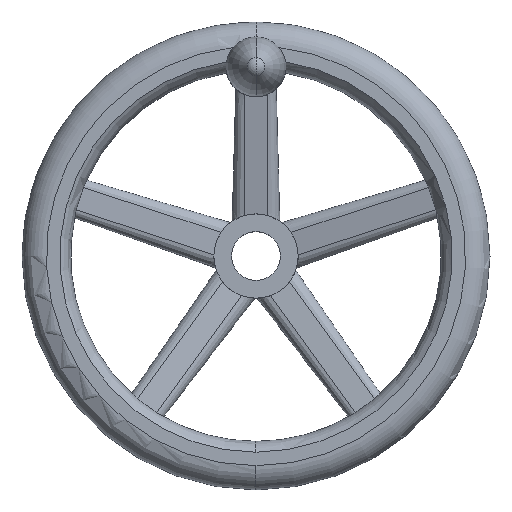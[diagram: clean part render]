
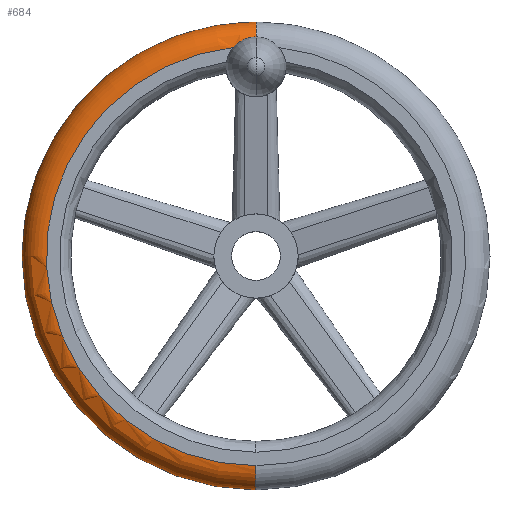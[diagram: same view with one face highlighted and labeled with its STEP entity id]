
A CAD part, top view. The second image highlights one B-rep face of the part: STEP entity #684.
In plain terms, the highlighted toroidal (fillet/blend) face has major radius 112 mm and minor radius 13 mm.
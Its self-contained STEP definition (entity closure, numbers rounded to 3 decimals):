
#346=VERTEX_POINT('',#953);
#362=VERTEX_POINT('',#974);
#364=EDGE_CURVE('',#378,#838,#976,.T.);
#378=VERTEX_POINT('',#991);
#410=EDGE_CURVE('',#378,#346,#1030,.T.);
#684=ADVANCED_FACE('',(#1332),#1333,.T.);
#716=EDGE_CURVE('',#362,#838,#1368,.T.);
#820=EDGE_CURVE('',#362,#832,#1481,.T.);
#828=EDGE_CURVE('',#346,#832,#1491,.T.);
#832=VERTEX_POINT('',#1495);
#838=VERTEX_POINT('',#1501);
#953=CARTESIAN_POINT('',(-12.217,111.332,50.));
#974=CARTESIAN_POINT('',(0.,125.0,37.0));
#976=CIRCLE('',#1675,13.0);
#991=CARTESIAN_POINT('',(0.,-112.0,50.0));
#1030=CIRCLE('',#1850,112.0);
#1332=FACE_OUTER_BOUND('',#2763,.T.);
#1333=TOROIDAL_SURFACE('',#2764,112.0,13.0);
#1368=CIRCLE('',#2873,125.0);
#1481=CIRCLE('',#3195,13.0);
#1491=CIRCLE('',#3207,112.0);
#1495=CARTESIAN_POINT('',(0.,112.0,50.0));
#1501=CARTESIAN_POINT('',(0.,-125.0,37.0));
#1675=AXIS2_PLACEMENT_3D('',#3509,#3510,#3511);
#1850=AXIS2_PLACEMENT_3D('',#3578,#3579,#3580);
#2763=EDGE_LOOP('',(#3948,#3949,#3950,#3951,#3952));
#2764=AXIS2_PLACEMENT_3D('',#3953,#3954,#3955);
#2873=AXIS2_PLACEMENT_3D('',#3993,#3994,#3995);
#3195=AXIS2_PLACEMENT_3D('',#4118,#4119,#4120);
#3207=AXIS2_PLACEMENT_3D('',#4134,#4135,#4136);
#3509=CARTESIAN_POINT('',(0.,-112.0,37.0));
#3510=DIRECTION('',(1.0,0.,0.));
#3511=DIRECTION('',(0.,-1.0,0.));
#3578=CARTESIAN_POINT('',(0.,0.,50.0));
#3579=DIRECTION('',(0.,0.,-1.0));
#3580=DIRECTION('',(0.,1.0,0.));
#3948=ORIENTED_EDGE('',*,*,#716,.T.);
#3949=ORIENTED_EDGE('',*,*,#364,.F.);
#3950=ORIENTED_EDGE('',*,*,#410,.T.);
#3951=ORIENTED_EDGE('',*,*,#828,.T.);
#3952=ORIENTED_EDGE('',*,*,#820,.F.);
#3953=CARTESIAN_POINT('',(0.,0.,37.0));
#3954=DIRECTION('',(0.,0.,1.0));
#3955=DIRECTION('',(0.,1.0,0.0));
#3993=CARTESIAN_POINT('',(0.,0.,37.0));
#3994=DIRECTION('',(0.,0.,1.0));
#3995=DIRECTION('',(1.0,0.0,0.));
#4118=CARTESIAN_POINT('',(0.,112.0,37.0));
#4119=DIRECTION('',(1.0,0.,0.));
#4120=DIRECTION('',(0.,1.0,0.));
#4134=CARTESIAN_POINT('',(0.,0.,50.0));
#4135=DIRECTION('',(0.,0.,-1.0));
#4136=DIRECTION('',(0.,1.0,0.));
